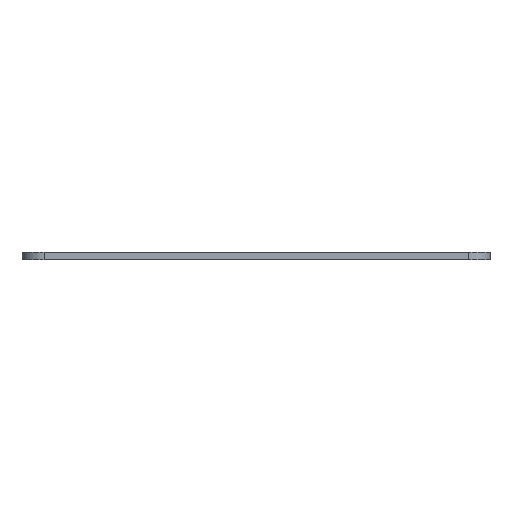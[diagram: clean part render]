
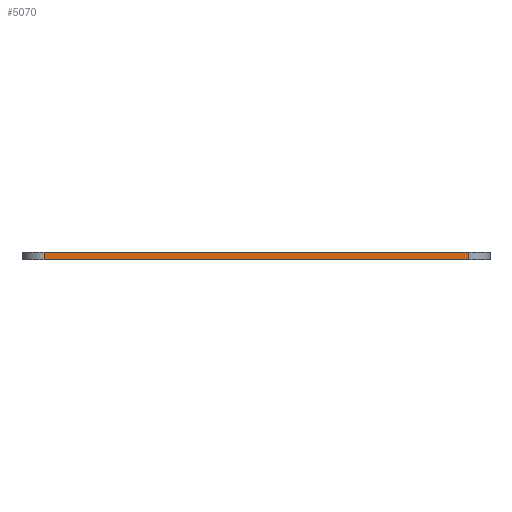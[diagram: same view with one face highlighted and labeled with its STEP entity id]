
A CAD part, front view. The second image highlights one B-rep face of the part: STEP entity #5070.
In plain terms, the highlighted planar face has unit normal (0.001, -1, 0).
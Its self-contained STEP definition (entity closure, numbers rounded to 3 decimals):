
#83 = PLANE('',#84);
#84 = AXIS2_PLACEMENT_3D('',#85,#86,#87);
#85 = CARTESIAN_POINT('',(86.31,-90.312,1.6));
#86 = DIRECTION('',(-0.,-0.,-1.));
#87 = DIRECTION('',(-1.,0.,0.));
#137 = PLANE('',#138);
#138 = AXIS2_PLACEMENT_3D('',#139,#140,#141);
#139 = CARTESIAN_POINT('',(86.31,-90.312,0.));
#140 = DIRECTION('',(-0.,-0.,-1.));
#141 = DIRECTION('',(-1.,0.,0.));
#340 = VERTEX_POINT('',#341);
#341 = CARTESIAN_POINT('',(128.5,-115.52,0.));
#360 = CYLINDRICAL_SURFACE('',#361,4.5);
#361 = AXIS2_PLACEMENT_3D('',#362,#363,#364);
#362 = CARTESIAN_POINT('',(128.5,-111.02,0.));
#363 = DIRECTION('',(-0.,-0.,-1.));
#364 = DIRECTION('',(1.,0.,-0.));
#372 = EDGE_CURVE('',#340,#373,#375,.T.);
#373 = VERTEX_POINT('',#374);
#374 = CARTESIAN_POINT('',(40.,-115.62,0.));
#375 = SURFACE_CURVE('',#376,(#380,#387),.PCURVE_S1.);
#376 = LINE('',#377,#378);
#377 = CARTESIAN_POINT('',(128.5,-115.52,0.));
#378 = VECTOR('',#379,1.);
#379 = DIRECTION('',(-1.,-0.001,0.));
#380 = PCURVE('',#137,#381);
#381 = DEFINITIONAL_REPRESENTATION('',(#382),#386);
#382 = LINE('',#383,#384);
#383 = CARTESIAN_POINT('',(-42.19,-25.208));
#384 = VECTOR('',#385,1.);
#385 = DIRECTION('',(1.,-0.001));
#386 = ( GEOMETRIC_REPRESENTATION_CONTEXT(2) 
PARAMETRIC_REPRESENTATION_CONTEXT() REPRESENTATION_CONTEXT('2D SPACE',''
  ) );
#387 = PCURVE('',#388,#393);
#388 = PLANE('',#389);
#389 = AXIS2_PLACEMENT_3D('',#390,#391,#392);
#390 = CARTESIAN_POINT('',(128.5,-115.52,0.));
#391 = DIRECTION('',(0.001,-1.,0.));
#392 = DIRECTION('',(-1.,-0.001,0.));
#393 = DEFINITIONAL_REPRESENTATION('',(#394),#398);
#394 = LINE('',#395,#396);
#395 = CARTESIAN_POINT('',(0.,0.));
#396 = VECTOR('',#397,1.);
#397 = DIRECTION('',(1.,0.));
#398 = ( GEOMETRIC_REPRESENTATION_CONTEXT(2) 
PARAMETRIC_REPRESENTATION_CONTEXT() REPRESENTATION_CONTEXT('2D SPACE',''
  ) );
#421 = CYLINDRICAL_SURFACE('',#422,4.6);
#422 = AXIS2_PLACEMENT_3D('',#423,#424,#425);
#423 = CARTESIAN_POINT('',(40.,-111.02,0.));
#424 = DIRECTION('',(-0.,-0.,-1.));
#425 = DIRECTION('',(1.,0.,-0.));
#2830 = VERTEX_POINT('',#2831);
#2831 = CARTESIAN_POINT('',(128.5,-115.52,1.6));
#2857 = EDGE_CURVE('',#2830,#2858,#2860,.T.);
#2858 = VERTEX_POINT('',#2859);
#2859 = CARTESIAN_POINT('',(40.,-115.62,1.6));
#2860 = SURFACE_CURVE('',#2861,(#2865,#2872),.PCURVE_S1.);
#2861 = LINE('',#2862,#2863);
#2862 = CARTESIAN_POINT('',(128.5,-115.52,1.6));
#2863 = VECTOR('',#2864,1.);
#2864 = DIRECTION('',(-1.,-0.001,0.));
#2865 = PCURVE('',#83,#2866);
#2866 = DEFINITIONAL_REPRESENTATION('',(#2867),#2871);
#2867 = LINE('',#2868,#2869);
#2868 = CARTESIAN_POINT('',(-42.19,-25.208));
#2869 = VECTOR('',#2870,1.);
#2870 = DIRECTION('',(1.,-0.001));
#2871 = ( GEOMETRIC_REPRESENTATION_CONTEXT(2) 
PARAMETRIC_REPRESENTATION_CONTEXT() REPRESENTATION_CONTEXT('2D SPACE',''
  ) );
#2872 = PCURVE('',#388,#2873);
#2873 = DEFINITIONAL_REPRESENTATION('',(#2874),#2878);
#2874 = LINE('',#2875,#2876);
#2875 = CARTESIAN_POINT('',(0.,-1.6));
#2876 = VECTOR('',#2877,1.);
#2877 = DIRECTION('',(1.,0.));
#2878 = ( GEOMETRIC_REPRESENTATION_CONTEXT(2) 
PARAMETRIC_REPRESENTATION_CONTEXT() REPRESENTATION_CONTEXT('2D SPACE',''
  ) );
#5020 = EDGE_CURVE('',#340,#2830,#5021,.T.);
#5021 = SURFACE_CURVE('',#5022,(#5026,#5033),.PCURVE_S1.);
#5022 = LINE('',#5023,#5024);
#5023 = CARTESIAN_POINT('',(128.5,-115.52,0.));
#5024 = VECTOR('',#5025,1.);
#5025 = DIRECTION('',(0.,0.,1.));
#5026 = PCURVE('',#360,#5027);
#5027 = DEFINITIONAL_REPRESENTATION('',(#5028),#5032);
#5028 = LINE('',#5029,#5030);
#5029 = CARTESIAN_POINT('',(-4.712,0.));
#5030 = VECTOR('',#5031,1.);
#5031 = DIRECTION('',(-0.,-1.));
#5032 = ( GEOMETRIC_REPRESENTATION_CONTEXT(2) 
PARAMETRIC_REPRESENTATION_CONTEXT() REPRESENTATION_CONTEXT('2D SPACE',''
  ) );
#5033 = PCURVE('',#388,#5034);
#5034 = DEFINITIONAL_REPRESENTATION('',(#5035),#5039);
#5035 = LINE('',#5036,#5037);
#5036 = CARTESIAN_POINT('',(0.,0.));
#5037 = VECTOR('',#5038,1.);
#5038 = DIRECTION('',(0.,-1.));
#5039 = ( GEOMETRIC_REPRESENTATION_CONTEXT(2) 
PARAMETRIC_REPRESENTATION_CONTEXT() REPRESENTATION_CONTEXT('2D SPACE',''
  ) );
#5070 = ADVANCED_FACE('',(#5071),#388,.T.);
#5071 = FACE_BOUND('',#5072,.T.);
#5072 = EDGE_LOOP('',(#5073,#5074,#5075,#5096));
#5073 = ORIENTED_EDGE('',*,*,#5020,.T.);
#5074 = ORIENTED_EDGE('',*,*,#2857,.T.);
#5075 = ORIENTED_EDGE('',*,*,#5076,.F.);
#5076 = EDGE_CURVE('',#373,#2858,#5077,.T.);
#5077 = SURFACE_CURVE('',#5078,(#5082,#5089),.PCURVE_S1.);
#5078 = LINE('',#5079,#5080);
#5079 = CARTESIAN_POINT('',(40.,-115.62,0.));
#5080 = VECTOR('',#5081,1.);
#5081 = DIRECTION('',(0.,0.,1.));
#5082 = PCURVE('',#388,#5083);
#5083 = DEFINITIONAL_REPRESENTATION('',(#5084),#5088);
#5084 = LINE('',#5085,#5086);
#5085 = CARTESIAN_POINT('',(88.5,0.));
#5086 = VECTOR('',#5087,1.);
#5087 = DIRECTION('',(0.,-1.));
#5088 = ( GEOMETRIC_REPRESENTATION_CONTEXT(2) 
PARAMETRIC_REPRESENTATION_CONTEXT() REPRESENTATION_CONTEXT('2D SPACE',''
  ) );
#5089 = PCURVE('',#421,#5090);
#5090 = DEFINITIONAL_REPRESENTATION('',(#5091),#5095);
#5091 = LINE('',#5092,#5093);
#5092 = CARTESIAN_POINT('',(-4.712,0.));
#5093 = VECTOR('',#5094,1.);
#5094 = DIRECTION('',(-0.,-1.));
#5095 = ( GEOMETRIC_REPRESENTATION_CONTEXT(2) 
PARAMETRIC_REPRESENTATION_CONTEXT() REPRESENTATION_CONTEXT('2D SPACE',''
  ) );
#5096 = ORIENTED_EDGE('',*,*,#372,.F.);
